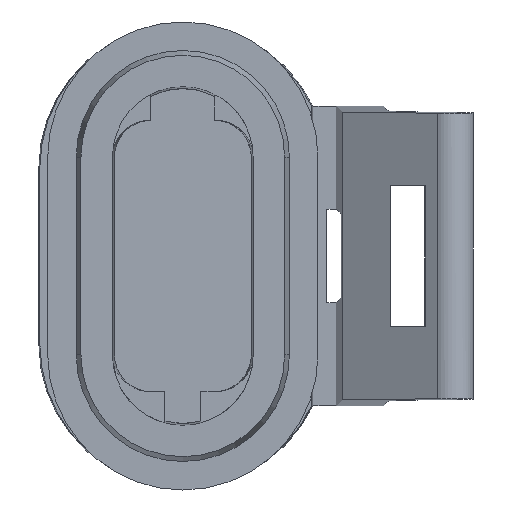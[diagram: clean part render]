
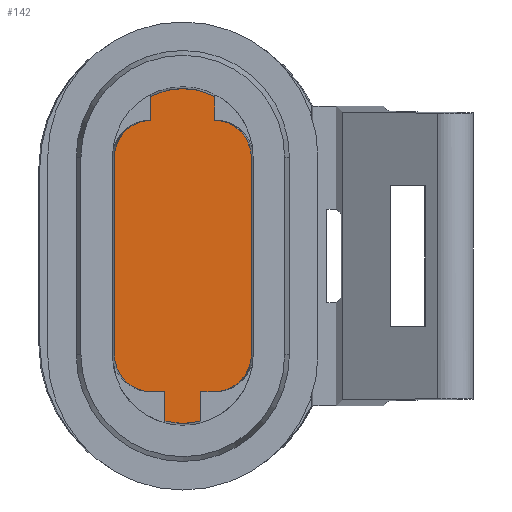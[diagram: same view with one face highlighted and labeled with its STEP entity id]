
A CAD part, front view. The second image highlights one B-rep face of the part: STEP entity #142.
In plain terms, the highlighted planar face has unit normal (0, -1, 0).
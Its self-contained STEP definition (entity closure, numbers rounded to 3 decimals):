
#46=ELLIPSE('',#1487,1.55,1.55);
#47=ELLIPSE('',#1488,1.55,1.55);
#142=ADVANCED_FACE('',(#264),#200,.T.);
#200=PLANE('',#1489);
#264=FACE_OUTER_BOUND('',#346,.T.);
#346=EDGE_LOOP('',(#949,#950,#951,#952,#953,#954,#955,#956,#957,#958,#959,
#960,#961,#962));
#375=B_SPLINE_CURVE_WITH_KNOTS('',3,(#2251,#2252,#2253,#2254,#2255,#2256,
#2257,#2258,#2259,#2260,#2261,#2262,#2263,#2264,#2265,#2266),
 .UNSPECIFIED.,.F.,.F.,(4,3,3,3,3,4),(0.,0.215,0.43,
0.645,0.86,1.),.UNSPECIFIED.);
#376=B_SPLINE_CURVE_WITH_KNOTS('',1,(#2268,#2269),.UNSPECIFIED.,.F.,.F.,
(2,2),(0.,1.),.UNSPECIFIED.);
#377=B_SPLINE_CURVE_WITH_KNOTS('',3,(#2271,#2272,#2273,#2274,#2275,#2276,
#2277,#2278,#2279,#2280,#2281,#2282,#2283,#2284,#2285,#2286),
 .UNSPECIFIED.,.F.,.F.,(4,3,3,3,3,4),(0.,0.217,0.434,
0.652,0.869,1.),.UNSPECIFIED.);
#497=LINE('',#2242,#622);
#498=LINE('',#2247,#623);
#499=LINE('',#2249,#624);
#500=LINE('',#2288,#625);
#501=LINE('',#2292,#626);
#502=LINE('',#2296,#627);
#503=LINE('',#2300,#628);
#622=VECTOR('',#1819,1.);
#623=VECTOR('',#1822,1.);
#624=VECTOR('',#1823,1.);
#625=VECTOR('',#1824,1.);
#626=VECTOR('',#1827,1.);
#627=VECTOR('',#1830,1.);
#628=VECTOR('',#1833,1.);
#949=ORIENTED_EDGE('',*,*,#1317,.T.);
#950=ORIENTED_EDGE('',*,*,#1318,.T.);
#951=ORIENTED_EDGE('',*,*,#1319,.T.);
#952=ORIENTED_EDGE('',*,*,#1320,.T.);
#953=ORIENTED_EDGE('',*,*,#1321,.T.);
#954=ORIENTED_EDGE('',*,*,#1322,.F.);
#955=ORIENTED_EDGE('',*,*,#1323,.F.);
#956=ORIENTED_EDGE('',*,*,#1324,.F.);
#957=ORIENTED_EDGE('',*,*,#1325,.F.);
#958=ORIENTED_EDGE('',*,*,#1326,.F.);
#959=ORIENTED_EDGE('',*,*,#1327,.F.);
#960=ORIENTED_EDGE('',*,*,#1328,.T.);
#961=ORIENTED_EDGE('',*,*,#1329,.F.);
#962=ORIENTED_EDGE('',*,*,#1330,.T.);
#1137=VERTEX_POINT('',#2243);
#1138=VERTEX_POINT('',#2244);
#1139=VERTEX_POINT('',#2246);
#1140=VERTEX_POINT('',#2248);
#1141=VERTEX_POINT('',#2250);
#1142=VERTEX_POINT('',#2267);
#1143=VERTEX_POINT('',#2270);
#1144=VERTEX_POINT('',#2287);
#1145=VERTEX_POINT('',#2289);
#1146=VERTEX_POINT('',#2291);
#1147=VERTEX_POINT('',#2293);
#1148=VERTEX_POINT('',#2295);
#1149=VERTEX_POINT('',#2297);
#1150=VERTEX_POINT('',#2299);
#1317=EDGE_CURVE('',#1137,#1138,#497,.T.);
#1318=EDGE_CURVE('',#1138,#1139,#1381,.T.);
#1319=EDGE_CURVE('',#1139,#1140,#498,.T.);
#1320=EDGE_CURVE('',#1140,#1141,#499,.T.);
#1321=EDGE_CURVE('',#1141,#1142,#375,.T.);
#1322=EDGE_CURVE('',#1143,#1142,#376,.T.);
#1323=EDGE_CURVE('',#1144,#1143,#377,.T.);
#1324=EDGE_CURVE('',#1145,#1144,#500,.T.);
#1325=EDGE_CURVE('',#1146,#1145,#1382,.T.);
#1326=EDGE_CURVE('',#1147,#1146,#501,.T.);
#1327=EDGE_CURVE('',#1148,#1147,#46,.T.);
#1328=EDGE_CURVE('',#1148,#1149,#502,.T.);
#1329=EDGE_CURVE('',#1150,#1149,#47,.T.);
#1330=EDGE_CURVE('',#1150,#1137,#503,.T.);
#1381=CIRCLE('',#1485,2.875);
#1382=CIRCLE('',#1486,2.875);
#1485=AXIS2_PLACEMENT_3D('',#2245,#1820,#1821);
#1486=AXIS2_PLACEMENT_3D('',#2290,#1825,#1826);
#1487=AXIS2_PLACEMENT_3D('',#2294,#1828,#1829);
#1488=AXIS2_PLACEMENT_3D('',#2298,#1831,#1832);
#1489=AXIS2_PLACEMENT_3D('',#2301,#1834,#1835);
#1819=DIRECTION('',(0.,0.,-1.));
#1820=DIRECTION('',(0.,-1.,0.));
#1821=DIRECTION('',(0.,0.,-1.));
#1822=DIRECTION('',(0.,0.,1.));
#1823=DIRECTION('',(1.,0.,0.));
#1824=DIRECTION('',(0.,0.,-1.));
#1825=DIRECTION('',(0.,1.,0.));
#1826=DIRECTION('',(0.,0.,-1.));
#1827=DIRECTION('',(0.,0.,1.));
#1828=DIRECTION('',(0.,1.,0.));
#1829=DIRECTION('',(-1.,0.,0.));
#1830=DIRECTION('',(0.,0.,-1.));
#1831=DIRECTION('',(0.,1.,0.));
#1832=DIRECTION('',(1.,0.,0.));
#1833=DIRECTION('',(1.,0.,0.));
#1834=DIRECTION('',(0.,-1.,0.));
#1835=DIRECTION('',(-1.,0.,0.));
#2242=CARTESIAN_POINT('',(1.728,0.,6.107));
#2243=CARTESIAN_POINT('',(1.728,0.,-3.75));
#2244=CARTESIAN_POINT('',(1.728,0.,-4.982));
#2245=CARTESIAN_POINT('',(2.478,0.,-2.207));
#2246=CARTESIAN_POINT('',(3.228,0.,-4.982));
#2247=CARTESIAN_POINT('',(3.228,0.,6.107));
#2248=CARTESIAN_POINT('',(3.228,0.,-3.75));
#2249=CARTESIAN_POINT('',(0.,0.,-3.75));
#2250=CARTESIAN_POINT('',(3.803,0.,-3.75));
#2251=CARTESIAN_POINT('',(3.803,0.,-3.75));
#2252=CARTESIAN_POINT('',(3.977,0.,-3.75));
#2253=CARTESIAN_POINT('',(4.153,0.,-3.72));
#2254=CARTESIAN_POINT('',(4.317,0.,-3.663));
#2255=CARTESIAN_POINT('',(4.48,0.,-3.605));
#2256=CARTESIAN_POINT('',(4.636,0.,-3.519));
#2257=CARTESIAN_POINT('',(4.772,0.,-3.41));
#2258=CARTESIAN_POINT('',(4.907,0.,-3.302));
#2259=CARTESIAN_POINT('',(5.026,0.,-3.169));
#2260=CARTESIAN_POINT('',(5.118,0.,-3.022));
#2261=CARTESIAN_POINT('',(5.21,0.,-2.874));
#2262=CARTESIAN_POINT('',(5.278,0.,-2.709));
#2263=CARTESIAN_POINT('',(5.316,0.,-2.54));
#2264=CARTESIAN_POINT('',(5.341,0.,-2.429));
#2265=CARTESIAN_POINT('',(5.353,0.,-2.314));
#2266=CARTESIAN_POINT('',(5.353,0.,-2.2));
#2267=CARTESIAN_POINT('',(5.353,0.,-2.2));
#2268=CARTESIAN_POINT('',(5.353,0.,6.1));
#2269=CARTESIAN_POINT('',(5.353,0.,-2.2));
#2270=CARTESIAN_POINT('',(5.353,0.,6.1));
#2271=CARTESIAN_POINT('',(3.828,0.,7.65));
#2272=CARTESIAN_POINT('',(4.002,0.,7.647));
#2273=CARTESIAN_POINT('',(4.177,0.,7.614));
#2274=CARTESIAN_POINT('',(4.34,0.,7.554));
#2275=CARTESIAN_POINT('',(4.503,0.,7.494));
#2276=CARTESIAN_POINT('',(4.657,0.,7.405));
#2277=CARTESIAN_POINT('',(4.791,0.,7.295));
#2278=CARTESIAN_POINT('',(4.925,0.,7.184));
#2279=CARTESIAN_POINT('',(5.041,0.,7.049));
#2280=CARTESIAN_POINT('',(5.131,0.,6.9));
#2281=CARTESIAN_POINT('',(5.22,0.,6.752));
#2282=CARTESIAN_POINT('',(5.286,0.,6.586));
#2283=CARTESIAN_POINT('',(5.321,0.,6.416));
#2284=CARTESIAN_POINT('',(5.343,0.,6.312));
#2285=CARTESIAN_POINT('',(5.353,0.,6.206));
#2286=CARTESIAN_POINT('',(5.353,0.,6.1));
#2287=CARTESIAN_POINT('',(3.828,0.,7.65));
#2288=CARTESIAN_POINT('',(3.828,0.,1.85));
#2289=CARTESIAN_POINT('',(3.828,0.,8.645));
#2290=CARTESIAN_POINT('',(2.478,0.,6.107));
#2291=CARTESIAN_POINT('',(1.128,0.,8.645));
#2292=CARTESIAN_POINT('',(1.128,0.,1.85));
#2293=CARTESIAN_POINT('',(1.128,0.,7.65));
#2294=CARTESIAN_POINT('',(1.154,0.,6.1));
#2295=CARTESIAN_POINT('',(-0.397,0.,6.1));
#2296=CARTESIAN_POINT('',(-0.397,0.,6.107));
#2297=CARTESIAN_POINT('',(-0.397,0.,-2.2));
#2298=CARTESIAN_POINT('',(1.154,0.,-2.2));
#2299=CARTESIAN_POINT('',(1.154,0.,-3.75));
#2300=CARTESIAN_POINT('',(0.,0.,-3.75));
#2301=CARTESIAN_POINT('',(4.163,0.,1.85));
